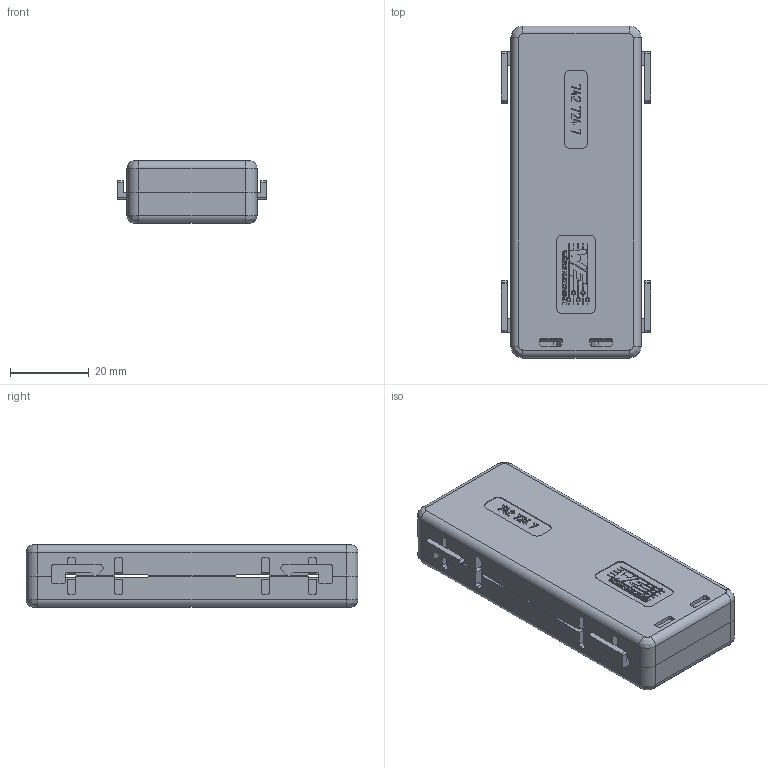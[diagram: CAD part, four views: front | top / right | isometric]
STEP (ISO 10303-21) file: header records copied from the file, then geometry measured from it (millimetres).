
FILE_DESCRIPTION( ( 'Unknown' ), '1' );
FILE_NAME( '7427247.stp', 'Unknown', ( 'Unknown' ), ( 'Unknown' ), 'PSStep 17.0.49', 'Unknown', ' ' );
FILE_SCHEMA( ( 'AUTOMOTIVE_DESIGN { 1 0 10303 214 1 1 1 1 }' ) );
Length unit declared in the file: millimetre
Products named in the file (4): Assem1; Gehäuse_1; Ferrit; Gehäuse_2
Assembly tree (4 placements, depth 2):
  Assem1
    Gehäuse_1
    Ferrit  x2
    Gehäuse_2
Bounding box: 38 x 84.5 x 16 mm (x, y, z)
Volume: 34431.9 mm3; surface area: 29866.6 mm2
Topology: 4 solids, 4 shells, 999 faces, 2786 edges, 1842 vertices
Faces by surface type: plane 785, cylinder 128, extrusion 70, bspline 8, sphere 4, torus 4
Full cylindrical faces by diameter (mm): 1.4 x4
Entity records: 39712 total; most frequent: CARTESIAN_POINT 7288, ORIENTED_EDGE 5398, DIRECTION 4511, EDGE_CURVE 2699, VECTOR 2155, LINE 2085, VERTEX_POINT 1800, AXIS2_PLACEMENT_3D 1178
